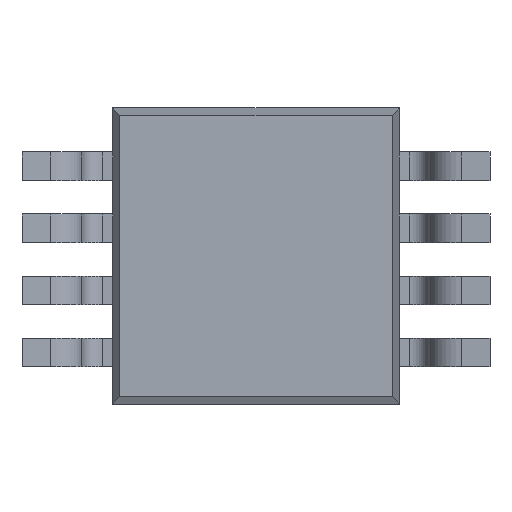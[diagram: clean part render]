
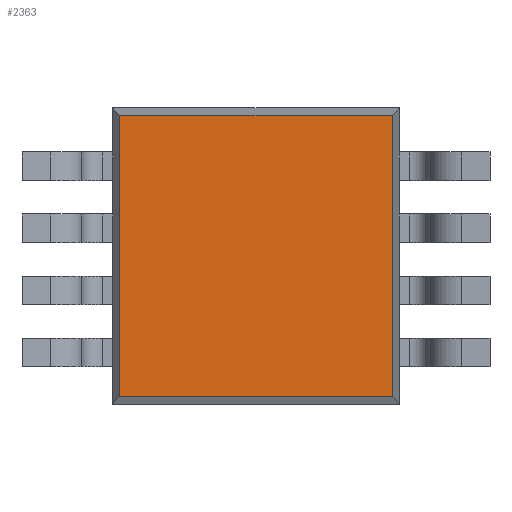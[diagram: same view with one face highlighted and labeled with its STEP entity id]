
A CAD part, front view. The second image highlights one B-rep face of the part: STEP entity #2363.
In plain terms, the highlighted planar face has unit normal (0, -1, 0).
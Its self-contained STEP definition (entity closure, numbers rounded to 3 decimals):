
#17 = ORIENTED_EDGE ( 'NONE', *, *, #4031, .T. ) ;
#252 = ORIENTED_EDGE ( 'NONE', *, *, #4435, .T. ) ;
#440 = VERTEX_POINT ( 'NONE', #3958 ) ;
#912 = VERTEX_POINT ( 'NONE', #5153 ) ;
#1177 = PLANE ( 'NONE',  #2580 ) ;
#1473 = CARTESIAN_POINT ( 'NONE',  ( 1.425, 0.1, 1.475 ) ) ;
#1512 = LINE ( 'NONE', #2082, #4784 ) ;
#1555 = ORIENTED_EDGE ( 'NONE', *, *, #3237, .T. ) ;
#1660 = DIRECTION ( 'NONE',  ( -1., 0., 0. ) ) ;
#1718 = VECTOR ( 'NONE', #4598, 1000. ) ;
#1949 = EDGE_LOOP ( 'NONE', ( #252, #4914, #17, #1555 ) ) ;
#2082 = CARTESIAN_POINT ( 'NONE',  ( 1.425, 0.1, 0. ) ) ;
#2289 = CARTESIAN_POINT ( 'NONE',  ( 0., 0.1, 0. ) ) ;
#2291 = LINE ( 'NONE', #4495, #4436 ) ;
#2363 = ADVANCED_FACE ( 'NONE', ( #5103 ), #1177, .F. ) ;
#2405 = VERTEX_POINT ( 'NONE', #1473 ) ;
#2451 = VERTEX_POINT ( 'NONE', #2835 ) ;
#2498 = DIRECTION ( 'NONE',  ( 0., 1., 0. ) ) ;
#2580 = AXIS2_PLACEMENT_3D ( 'NONE', #2289, #2498, #3128 ) ;
#2794 = DIRECTION ( 'NONE',  ( 0., 0., -1. ) ) ;
#2835 = CARTESIAN_POINT ( 'NONE',  ( 1.425, 0.1, -1.475 ) ) ;
#3128 = DIRECTION ( 'NONE',  ( 0., 0., 1. ) ) ;
#3237 = EDGE_CURVE ( 'NONE', #2405, #912, #4463, .T. ) ;
#3856 = EDGE_CURVE ( 'NONE', #440, #2451, #5143, .T. ) ;
#3958 = CARTESIAN_POINT ( 'NONE',  ( -1.425, 0.1, -1.475 ) ) ;
#4031 = EDGE_CURVE ( 'NONE', #2451, #2405, #1512, .T. ) ;
#4278 = CARTESIAN_POINT ( 'NONE',  ( 0., 0.1, 1.475 ) ) ;
#4435 = EDGE_CURVE ( 'NONE', #912, #440, #2291, .T. ) ;
#4436 = VECTOR ( 'NONE', #2794, 1000. ) ;
#4463 = LINE ( 'NONE', #4278, #5155 ) ;
#4495 = CARTESIAN_POINT ( 'NONE',  ( -1.425, 0.1, 0. ) ) ;
#4598 = DIRECTION ( 'NONE',  ( 1., 0., 0. ) ) ;
#4652 = DIRECTION ( 'NONE',  ( 0., 0., 1. ) ) ;
#4784 = VECTOR ( 'NONE', #4652, 1000. ) ;
#4914 = ORIENTED_EDGE ( 'NONE', *, *, #3856, .T. ) ;
#5018 = CARTESIAN_POINT ( 'NONE',  ( 0., 0.1, -1.475 ) ) ;
#5103 = FACE_OUTER_BOUND ( 'NONE', #1949, .T. ) ;
#5143 = LINE ( 'NONE', #5018, #1718 ) ;
#5153 = CARTESIAN_POINT ( 'NONE',  ( -1.425, 0.1, 1.475 ) ) ;
#5155 = VECTOR ( 'NONE', #1660, 1000. ) ;
